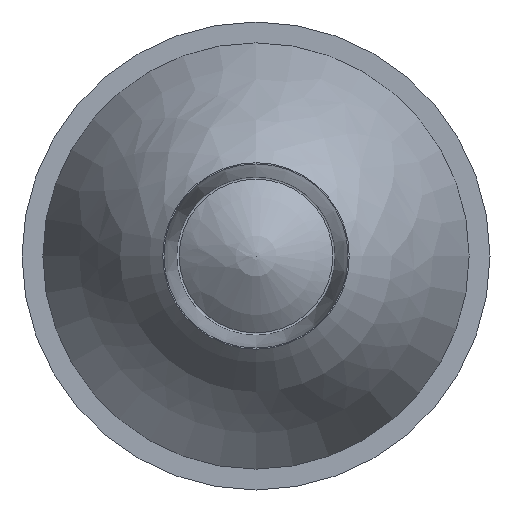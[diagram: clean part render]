
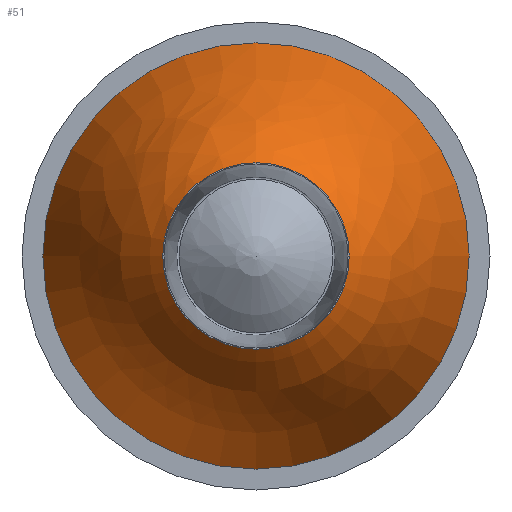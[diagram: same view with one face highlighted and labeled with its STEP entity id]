
A CAD part, front view. The second image highlights one B-rep face of the part: STEP entity #51.
In plain terms, the highlighted face is a revolution surface.
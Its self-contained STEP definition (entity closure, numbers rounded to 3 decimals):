
#51=ADVANCED_FACE('',(#107,#108),#109,.T.);
#107=FACE_OUTER_BOUND('',#167,.T.);
#108=FACE_OUTER_BOUND('',#168,.T.);
#109=SURFACE_OF_REVOLUTION('',#169,#170);
#167=EDGE_LOOP('',(#262));
#168=EDGE_LOOP('',(#263));
#169=B_SPLINE_CURVE_WITH_KNOTS('',3,(#264,#265,#266,#267,#268,#269,#270,#271,#272,#273,#274,#275,#276,#277,#278,#279),.UNSPECIFIED.,.F.,.F.,(4,3,3,3,3,4),(0.0,1.0,2.0,3.0,4.0,5.0),.UNSPECIFIED.);
#170=AXIS1_PLACEMENT('',#280,#281);
#262=ORIENTED_EDGE('',*,*,#344,.F.);
#263=ORIENTED_EDGE('',*,*,#352,.F.);
#264=CARTESIAN_POINT('',(-30.59,31.66,0.0));
#265=CARTESIAN_POINT('',(-29.34,28.11,0.0));
#266=CARTESIAN_POINT('',(-28.09,24.561,0.0));
#267=CARTESIAN_POINT('',(-26.62,21.112,0.0));
#268=CARTESIAN_POINT('',(-25.485,18.45,0.0));
#269=CARTESIAN_POINT('',(-24.219,15.847,0.0));
#270=CARTESIAN_POINT('',(-22.919,13.238,0.0));
#271=CARTESIAN_POINT('',(-21.409,10.209,0.0));
#272=CARTESIAN_POINT('',(-19.853,7.172,0.0));
#273=CARTESIAN_POINT('',(-17.722,4.577,0.0));
#274=CARTESIAN_POINT('',(-16.819,3.476,0.0));
#275=CARTESIAN_POINT('',(-15.812,2.455,0.0));
#276=CARTESIAN_POINT('',(-14.808,1.438,0.0));
#277=CARTESIAN_POINT('',(-14.334,0.958,0.0));
#278=CARTESIAN_POINT('',(-13.861,0.479,0.0));
#279=CARTESIAN_POINT('',(-13.388,0.0,0.0));
#280=CARTESIAN_POINT('',(0.0,0.0,0.0));
#281=DIRECTION('',(-0.0,-1.0,-0.0));
#344=EDGE_CURVE('',#376,#376,#377,.T.);
#352=EDGE_CURVE('',#389,#389,#390,.T.);
#376=VERTEX_POINT('',#413);
#377=B_SPLINE_CURVE_WITH_KNOTS('',3,(#414,#415,#416,#417,#418,#419,#420,#421,#422,#423,#424,#425,#426,#427,#428,#429,#430,#431,#432,#433,#434,#435,#436,#437,#438,#439,#440,#441,#442,#443,#444,#445,#446,#447,#448),.UNSPECIFIED.,.T.,.F.,(2,1,1,1,1,1,1,1,1,1,1,1,1,1,1,1,1,1,1,1,1,1,1,1,1,1,1,1,1,1,1,1,1,1,1,1,2),(-0.063,-0.031,0.0,0.031,0.063,0.094,0.125,0.156,0.188,0.219,0.25,0.281,0.313,0.344,0.375,0.406,0.438,0.469,0.5,0.531,0.563,0.594,0.625,0.656,0.688,0.719,0.75,0.781,0.813,0.844,0.875,0.906,0.938,0.969,1.0,1.031,1.063),.UNSPECIFIED.);
#389=VERTEX_POINT('',#473);
#390=CIRCLE('',#474,30.59);
#413=CARTESIAN_POINT('',(13.387,0.,0.));
#414=CARTESIAN_POINT('',(13.214,0.,-2.628));
#415=CARTESIAN_POINT('',(13.473,0.,0.));
#416=CARTESIAN_POINT('',(13.214,0.,2.628));
#417=CARTESIAN_POINT('',(12.448,0.,5.156));
#418=CARTESIAN_POINT('',(11.203,0.,7.485));
#419=CARTESIAN_POINT('',(9.527,0.,9.527));
#420=CARTESIAN_POINT('',(7.485,0.,11.203));
#421=CARTESIAN_POINT('',(5.156,0.,12.448));
#422=CARTESIAN_POINT('',(2.628,0.,13.214));
#423=CARTESIAN_POINT('',(0.,0.,13.473));
#424=CARTESIAN_POINT('',(-2.628,0.,13.214));
#425=CARTESIAN_POINT('',(-5.156,0.,12.448));
#426=CARTESIAN_POINT('',(-7.485,0.,11.203));
#427=CARTESIAN_POINT('',(-9.527,0.,9.527));
#428=CARTESIAN_POINT('',(-11.203,0.,7.485));
#429=CARTESIAN_POINT('',(-12.448,0.,5.156));
#430=CARTESIAN_POINT('',(-13.214,0.,2.628));
#431=CARTESIAN_POINT('',(-13.473,0.,0.));
#432=CARTESIAN_POINT('',(-13.214,0.,-2.628));
#433=CARTESIAN_POINT('',(-12.448,0.,-5.156));
#434=CARTESIAN_POINT('',(-11.203,0.,-7.485));
#435=CARTESIAN_POINT('',(-9.527,0.,-9.527));
#436=CARTESIAN_POINT('',(-7.485,0.,-11.203));
#437=CARTESIAN_POINT('',(-5.156,0.,-12.448));
#438=CARTESIAN_POINT('',(-2.628,0.,-13.214));
#439=CARTESIAN_POINT('',(0.,0.,-13.473));
#440=CARTESIAN_POINT('',(2.628,0.,-13.214));
#441=CARTESIAN_POINT('',(5.156,0.,-12.448));
#442=CARTESIAN_POINT('',(7.485,0.,-11.203));
#443=CARTESIAN_POINT('',(9.527,0.,-9.527));
#444=CARTESIAN_POINT('',(11.203,0.,-7.485));
#445=CARTESIAN_POINT('',(12.448,0.,-5.156));
#446=CARTESIAN_POINT('',(13.214,0.,-2.628));
#447=CARTESIAN_POINT('',(13.473,0.,0.));
#448=CARTESIAN_POINT('',(13.214,0.,2.628));
#473=CARTESIAN_POINT('',(0.0,31.66,30.59));
#474=AXIS2_PLACEMENT_3D('',#507,#508,#509);
#507=CARTESIAN_POINT('',(0.0,31.66,0.0));
#508=DIRECTION('',(0.0,1.0,0.0));
#509=DIRECTION('',(0.0,0.0,1.0));
